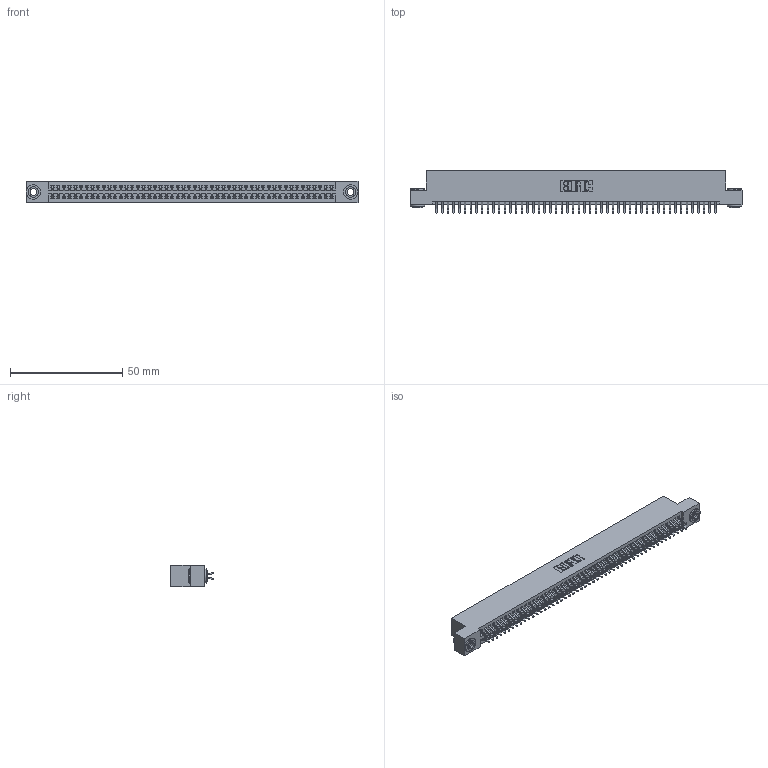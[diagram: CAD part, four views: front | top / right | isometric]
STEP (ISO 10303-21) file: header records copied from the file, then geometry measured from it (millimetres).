
FILE_DESCRIPTION (( 'STEP AP203' ), '1' );
FILE_NAME ('395-100-556-203.STEP', '2019-10-26T16:22:33', ( '' ), ( '' ), 'SwSTEP 2.0', 'SolidWorks 2016', '' );
FILE_SCHEMA (( 'CONFIG_CONTROL_DESIGN' ));
Length unit declared in the file: inch
Products named in the file (4): 345-250-002_345-250-002-102; 395-100-556-203; 345 Part_Flush Mounting Lugs - 0.156 Dia-TH; 345-292-001_556 Tail
Assembly tree (103 placements, depth 2):
  395-100-556-203
    345 Part_Flush Mounting Lugs - 0.156 Dia-TH
    345-292-001_556 Tail  x100
    345-250-002_345-250-002-102  x2
Bounding box: 148.21 x 19.24 x 9.4 mm (x, y, z)
Volume: 14486.9 mm3; surface area: 21686.3 mm2
Topology: 103 solids, 103 shells, 5764 faces, 17117 edges, 11274 vertices
Faces by surface type: plane 3790, cylinder 1966, cone 8
Entity records: 39024 total; most frequent: CARTESIAN_POINT 6523, ORIENTED_EDGE 6438, DIRECTION 5761, EDGE_CURVE 3219, LINE 2855, VECTOR 2855, VERTEX_POINT 2142, AXIS2_PLACEMENT_3D 1453
